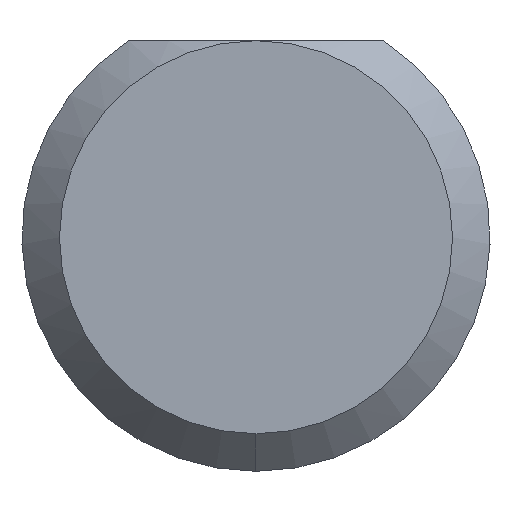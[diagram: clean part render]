
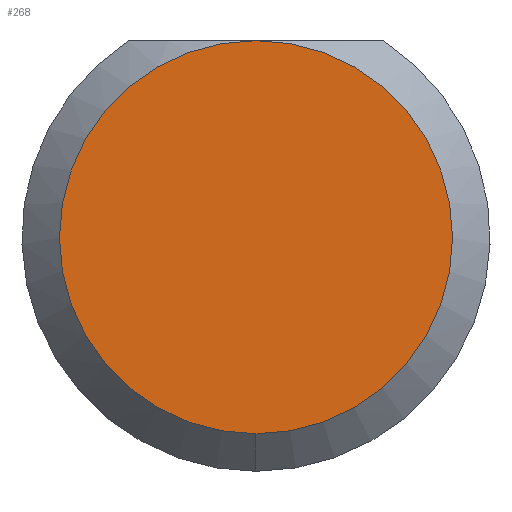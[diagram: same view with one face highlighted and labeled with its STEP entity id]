
A CAD part, left-side view. The second image highlights one B-rep face of the part: STEP entity #268.
In plain terms, the highlighted planar face has unit normal (-1, 0, 0).
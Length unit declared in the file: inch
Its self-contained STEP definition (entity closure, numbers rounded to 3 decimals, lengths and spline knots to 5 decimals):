
#2 = VERTEX_POINT ( 'NONE', #699 ) ;
#21 = VERTEX_POINT ( 'NONE', #33 ) ;
#33 = CARTESIAN_POINT ( 'NONE',  ( 0., 0., 0.05235 ) ) ;
#65 = EDGE_LOOP ( 'NONE', ( #311, #374 ) ) ;
#110 = CIRCLE ( 'NONE', #191, 0.05235 ) ;
#169 = DIRECTION ( 'NONE',  ( 0., 0., 1. ) ) ;
#181 = DIRECTION ( 'NONE',  ( 0., 0., -1. ) ) ;
#191 = AXIS2_PLACEMENT_3D ( 'NONE', #468, #788, #169 ) ;
#203 = EDGE_CURVE ( 'NONE', #2, #21, #110, .T. ) ;
#218 = DIRECTION ( 'NONE',  ( 0., 0., 1. ) ) ;
#230 = PLANE ( 'NONE',  #638 ) ;
#268 = ADVANCED_FACE ( 'NONE', ( #791 ), #230, .F. ) ;
#311 = ORIENTED_EDGE ( 'NONE', *, *, #409, .T. ) ;
#353 = DIRECTION ( 'NONE',  ( 1., 0., 0. ) ) ;
#374 = ORIENTED_EDGE ( 'NONE', *, *, #203, .T. ) ;
#409 = EDGE_CURVE ( 'NONE', #21, #2, #720, .T. ) ;
#468 = CARTESIAN_POINT ( 'NONE',  ( 0., 0., 0. ) ) ;
#474 = CARTESIAN_POINT ( 'NONE',  ( 0., 0., 0. ) ) ;
#523 = CARTESIAN_POINT ( 'NONE',  ( 0., 0., 0. ) ) ;
#638 = AXIS2_PLACEMENT_3D ( 'NONE', #474, #353, #181 ) ;
#693 = AXIS2_PLACEMENT_3D ( 'NONE', #523, #761, #218 ) ;
#699 = CARTESIAN_POINT ( 'NONE',  ( 0., 0., -0.05235 ) ) ;
#720 = CIRCLE ( 'NONE', #693, 0.05235 ) ;
#761 = DIRECTION ( 'NONE',  ( -1., 0., 0. ) ) ;
#788 = DIRECTION ( 'NONE',  ( -1., 0., 0. ) ) ;
#791 = FACE_OUTER_BOUND ( 'NONE', #65, .T. ) ;
